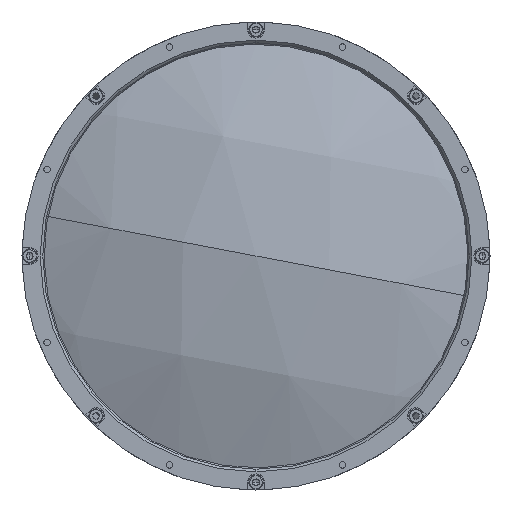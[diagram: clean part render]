
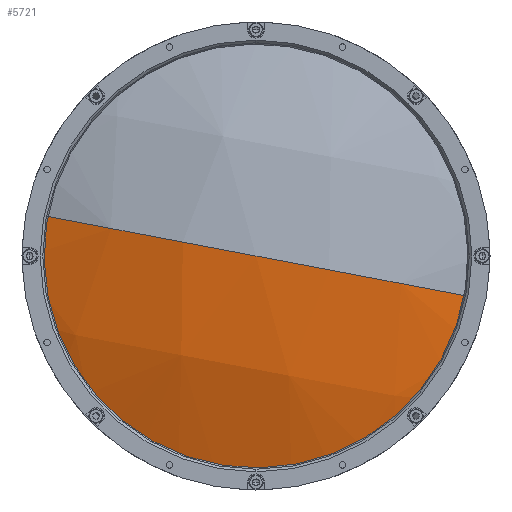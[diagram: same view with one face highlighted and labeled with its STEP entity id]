
A CAD part, left-side view. The second image highlights one B-rep face of the part: STEP entity #5721.
In plain terms, the highlighted spherical face has radius 217.7 mm.
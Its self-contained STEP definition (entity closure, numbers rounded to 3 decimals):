
#181 = AXIS2_PLACEMENT_3D ( 'NONE', #15167, #6843, #16560 ) ;
#846 = CARTESIAN_POINT ( 'NONE',  ( 13.859, -82.524, -15.675 ) ) ;
#1080 = EDGE_LOOP ( 'NONE', ( #16996, #5516, #6705 ) ) ;
#1503 = EDGE_CURVE ( 'NONE', #9326, #15381, #8361, .T. ) ;
#1939 = AXIS2_PLACEMENT_3D ( 'NONE', #6399, #16126, #11806 ) ;
#3752 = DIRECTION ( 'NONE',  ( 0., -0.187, 0.982 ) ) ;
#5516 = ORIENTED_EDGE ( 'NONE', *, *, #1503, .T. ) ;
#5721 = ADVANCED_FACE ( 'NONE', ( #16771 ), #13955, .T. ) ;
#6289 = CIRCLE ( 'NONE', #12666, 217.7 ) ;
#6331 = CARTESIAN_POINT ( 'NONE',  ( 13.859, 82.524, 15.675 ) ) ;
#6399 = CARTESIAN_POINT ( 'NONE',  ( 214.7, 0., 0. ) ) ;
#6705 = ORIENTED_EDGE ( 'NONE', *, *, #6802, .F. ) ;
#6802 = EDGE_CURVE ( 'NONE', #10504, #15381, #6289, .T. ) ;
#6843 = DIRECTION ( 'NONE',  ( -1., 0., 0. ) ) ;
#7768 = DIRECTION ( 'NONE',  ( 0., 0.982, 0.187 ) ) ;
#8361 = CIRCLE ( 'NONE', #1939, 217.7 ) ;
#8671 = CARTESIAN_POINT ( 'NONE',  ( -3., 0., 0. ) ) ;
#9326 = VERTEX_POINT ( 'NONE', #846 ) ;
#9837 = CIRCLE ( 'NONE', #181, 84. ) ;
#10504 = VERTEX_POINT ( 'NONE', #6331 ) ;
#11358 = EDGE_CURVE ( 'NONE', #10504, #9326, #9837, .T. ) ;
#11806 = DIRECTION ( 'NONE',  ( 0., 0.982, 0.187 ) ) ;
#12077 = CARTESIAN_POINT ( 'NONE',  ( 214.7, 0., 0. ) ) ;
#12666 = AXIS2_PLACEMENT_3D ( 'NONE', #12077, #3752, #13474 ) ;
#13474 = DIRECTION ( 'NONE',  ( 0., -0.982, -0.187 ) ) ;
#13955 = SPHERICAL_SURFACE ( 'NONE', #16492, 217.7 ) ;
#14708 = DIRECTION ( 'NONE',  ( 0., 0.187, -0.982 ) ) ;
#15167 = CARTESIAN_POINT ( 'NONE',  ( 13.859, 0., 0. ) ) ;
#15381 = VERTEX_POINT ( 'NONE', #8671 ) ;
#16106 = CARTESIAN_POINT ( 'NONE',  ( 214.7, 0., 0. ) ) ;
#16126 = DIRECTION ( 'NONE',  ( 0., 0.187, -0.982 ) ) ;
#16492 = AXIS2_PLACEMENT_3D ( 'NONE', #16106, #14708, #7768 ) ;
#16560 = DIRECTION ( 'NONE',  ( 0., 0.187, -0.982 ) ) ;
#16771 = FACE_OUTER_BOUND ( 'NONE', #1080, .T. ) ;
#16996 = ORIENTED_EDGE ( 'NONE', *, *, #11358, .T. ) ;
